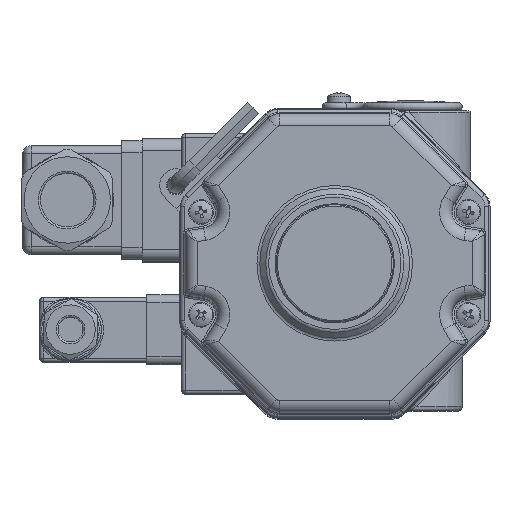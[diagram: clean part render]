
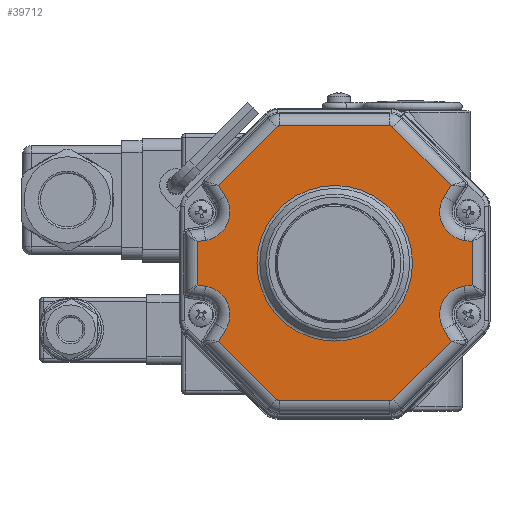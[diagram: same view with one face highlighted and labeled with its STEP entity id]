
A CAD part, top view. The second image highlights one B-rep face of the part: STEP entity #39712.
In plain terms, the highlighted face is planar.
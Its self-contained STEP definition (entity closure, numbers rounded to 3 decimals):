
#1682=PLANE('',#51592);
#3973=CIRCLE('',#51459,1.);
#3978=CIRCLE('',#51467,1.);
#3986=CIRCLE('',#51480,7.);
#3995=CIRCLE('',#51494,1.);
#3999=CIRCLE('',#51501,7.);
#4003=CIRCLE('',#51506,1.);
#4038=CIRCLE('',#51593,7.);
#4039=CIRCLE('',#51594,7.);
#4040=CIRCLE('',#51595,18.914);
#6412=LINE('',#84484,#8918);
#6415=LINE('',#84491,#8921);
#6416=LINE('',#84502,#8922);
#6419=LINE('',#84526,#8925);
#6420=LINE('',#84610,#8926);
#6423=LINE('',#84631,#8929);
#6424=LINE('',#84748,#8930);
#6427=LINE('',#84755,#8933);
#6428=LINE('',#84780,#8934);
#6431=LINE('',#84804,#8937);
#6432=LINE('',#84935,#8938);
#6435=LINE('',#84942,#8941);
#6436=LINE('',#85012,#8942);
#6439=LINE('',#85019,#8945);
#6440=LINE('',#85050,#8946);
#6443=LINE('',#85070,#8949);
#8918=VECTOR('',#62050,1000.);
#8921=VECTOR('',#62057,1000.);
#8922=VECTOR('',#62070,1000.);
#8925=VECTOR('',#62077,1000.);
#8926=VECTOR('',#62090,1000.);
#8929=VECTOR('',#62095,1000.);
#8930=VECTOR('',#62104,1000.);
#8933=VECTOR('',#62111,1000.);
#8934=VECTOR('',#62122,1000.);
#8937=VECTOR('',#62129,1000.);
#8938=VECTOR('',#62136,1000.);
#8941=VECTOR('',#62143,1000.);
#8942=VECTOR('',#62158,1000.);
#8945=VECTOR('',#62165,1000.);
#8946=VECTOR('',#62184,1000.);
#8949=VECTOR('',#62189,1000.);
#18774=ORIENTED_EDGE('',*,*,#25444,.T.);
#18775=ORIENTED_EDGE('',*,*,#25623,.T.);
#18776=ORIENTED_EDGE('',*,*,#25434,.T.);
#18777=ORIENTED_EDGE('',*,*,#25430,.T.);
#18778=ORIENTED_EDGE('',*,*,#25436,.T.);
#18779=ORIENTED_EDGE('',*,*,#25439,.T.);
#18780=ORIENTED_EDGE('',*,*,#25446,.T.);
#18781=ORIENTED_EDGE('',*,*,#25451,.T.);
#18782=ORIENTED_EDGE('',*,*,#25461,.T.);
#18783=ORIENTED_EDGE('',*,*,#25467,.T.);
#18784=ORIENTED_EDGE('',*,*,#25470,.T.);
#18785=ORIENTED_EDGE('',*,*,#25481,.T.);
#18786=ORIENTED_EDGE('',*,*,#25492,.T.);
#18787=ORIENTED_EDGE('',*,*,#25498,.T.);
#18788=ORIENTED_EDGE('',*,*,#25504,.T.);
#18789=ORIENTED_EDGE('',*,*,#25508,.T.);
#18790=ORIENTED_EDGE('',*,*,#25502,.T.);
#18791=ORIENTED_EDGE('',*,*,#25496,.T.);
#18792=ORIENTED_EDGE('',*,*,#25490,.T.);
#18793=ORIENTED_EDGE('',*,*,#25485,.T.);
#18794=ORIENTED_EDGE('',*,*,#25475,.T.);
#18795=ORIENTED_EDGE('',*,*,#25624,.T.);
#18796=ORIENTED_EDGE('',*,*,#25465,.T.);
#18797=ORIENTED_EDGE('',*,*,#25455,.T.);
#18798=ORIENTED_EDGE('',*,*,#25625,.T.);
#25430=EDGE_CURVE('',#29478,#29480,#6412,.T.);
#25434=EDGE_CURVE('',#29481,#29478,#6415,.T.);
#25436=EDGE_CURVE('',#29480,#29484,#3973,.T.);
#25439=EDGE_CURVE('',#29484,#29486,#6416,.T.);
#25444=EDGE_CURVE('',#29487,#29490,#6419,.T.);
#25446=EDGE_CURVE('',#29486,#29492,#3978,.T.);
#25451=EDGE_CURVE('',#29492,#29495,#6420,.T.);
#25455=EDGE_CURVE('',#29496,#29487,#6423,.T.);
#25461=EDGE_CURVE('',#29495,#29501,#6424,.T.);
#25465=EDGE_CURVE('',#29502,#29496,#6427,.T.);
#25467=EDGE_CURVE('',#29501,#29505,#3986,.T.);
#25470=EDGE_CURVE('',#29505,#29507,#6428,.T.);
#25475=EDGE_CURVE('',#29508,#29511,#6431,.T.);
#25481=EDGE_CURVE('',#29507,#29515,#6432,.T.);
#25485=EDGE_CURVE('',#29516,#29508,#6435,.T.);
#25490=EDGE_CURVE('',#29519,#29516,#3995,.T.);
#25492=EDGE_CURVE('',#29515,#29522,#6436,.T.);
#25496=EDGE_CURVE('',#29523,#29519,#6439,.T.);
#25498=EDGE_CURVE('',#29522,#29526,#3999,.T.);
#25502=EDGE_CURVE('',#29527,#29523,#4003,.T.);
#25504=EDGE_CURVE('',#29526,#29530,#6440,.T.);
#25508=EDGE_CURVE('',#29530,#29527,#6443,.T.);
#25623=EDGE_CURVE('',#29490,#29481,#4038,.T.);
#25624=EDGE_CURVE('',#29511,#29502,#4039,.T.);
#25625=EDGE_CURVE('',#29594,#29594,#4040,.T.);
#29478=VERTEX_POINT('',#84464);
#29480=VERTEX_POINT('',#84483);
#29481=VERTEX_POINT('',#84488);
#29484=VERTEX_POINT('',#84495);
#29486=VERTEX_POINT('',#84501);
#29487=VERTEX_POINT('',#84520);
#29490=VERTEX_POINT('',#84525);
#29492=VERTEX_POINT('',#84530);
#29495=VERTEX_POINT('',#84609);
#29496=VERTEX_POINT('',#84628);
#29501=VERTEX_POINT('',#84747);
#29502=VERTEX_POINT('',#84752);
#29505=VERTEX_POINT('',#84759);
#29507=VERTEX_POINT('',#84779);
#29508=VERTEX_POINT('',#84798);
#29511=VERTEX_POINT('',#84803);
#29515=VERTEX_POINT('',#84934);
#29516=VERTEX_POINT('',#84939);
#29519=VERTEX_POINT('',#85004);
#29522=VERTEX_POINT('',#85011);
#29523=VERTEX_POINT('',#85016);
#29526=VERTEX_POINT('',#85023);
#29527=VERTEX_POINT('',#85028);
#29530=VERTEX_POINT('',#85049);
#29594=VERTEX_POINT('',#85336);
#33150=EDGE_LOOP('',(#18774,#18775,#18776,#18777,#18778,#18779,#18780,#18781,
#18782,#18783,#18784,#18785,#18786,#18787,#18788,#18789,#18790,#18791,#18792,
#18793,#18794,#18795,#18796,#18797));
#33151=EDGE_LOOP('',(#18798));
#36146=FACE_BOUND('',#33150,.T.);
#36147=FACE_BOUND('',#33151,.T.);
#39712=ADVANCED_FACE('',(#36146,#36147),#1682,.T.);
#51459=AXIS2_PLACEMENT_3D('',#84496,#62062,#62063);
#51467=AXIS2_PLACEMENT_3D('',#84531,#62082,#62083);
#51480=AXIS2_PLACEMENT_3D('',#84760,#62116,#62117);
#51494=AXIS2_PLACEMENT_3D('',#85007,#62152,#62153);
#51501=AXIS2_PLACEMENT_3D('',#85024,#62170,#62171);
#51506=AXIS2_PLACEMENT_3D('',#85031,#62180,#62181);
#51592=AXIS2_PLACEMENT_3D('',#85332,#62436,#62437);
#51593=AXIS2_PLACEMENT_3D('',#85333,#62438,#62439);
#51594=AXIS2_PLACEMENT_3D('',#85334,#62440,#62441);
#51595=AXIS2_PLACEMENT_3D('',#85335,#62442,#62443);
#62050=DIRECTION('',(-0.707,0.,0.707));
#62057=DIRECTION('',(-0.844,0.,-0.536));
#62062=DIRECTION('',(0.,1.,0.));
#62063=DIRECTION('',(0.,0.,1.));
#62070=DIRECTION('',(0.,0.,1.));
#62077=DIRECTION('',(-0.156,0.,0.988));
#62082=DIRECTION('',(0.,1.,0.));
#62083=DIRECTION('',(0.,0.,1.));
#62090=DIRECTION('',(0.707,0.,0.707));
#62095=DIRECTION('',(-1.,0.,0.));
#62104=DIRECTION('',(0.844,0.,-0.536));
#62111=DIRECTION('',(-0.156,0.,-0.988));
#62116=DIRECTION('',(0.,-1.,0.));
#62117=DIRECTION('',(0.,0.,1.));
#62122=DIRECTION('',(0.156,0.,0.988));
#62129=DIRECTION('',(-0.844,0.,0.536));
#62136=DIRECTION('',(1.,0.,0.));
#62143=DIRECTION('',(-0.707,0.,-0.707));
#62152=DIRECTION('',(0.,1.,0.));
#62153=DIRECTION('',(0.,0.,1.));
#62158=DIRECTION('',(0.156,0.,-0.988));
#62165=DIRECTION('',(0.,0.,-1.));
#62170=DIRECTION('',(0.,-1.,0.));
#62171=DIRECTION('',(0.,0.,1.));
#62180=DIRECTION('',(0.,1.,0.));
#62181=DIRECTION('',(0.,0.,1.));
#62184=DIRECTION('',(0.844,0.,0.536));
#62189=DIRECTION('',(0.707,0.,-0.707));
#62436=DIRECTION('',(0.,1.,0.));
#62437=DIRECTION('',(0.,0.,1.));
#62438=DIRECTION('',(0.,-1.,0.));
#62439=DIRECTION('',(0.,0.,1.));
#62440=DIRECTION('',(0.,-1.,0.));
#62441=DIRECTION('',(0.,0.,1.));
#62442=DIRECTION('',(0.,-1.,0.));
#62443=DIRECTION('',(0.,0.,1.));
#84464=CARTESIAN_POINT('',(-18.939,26.,-28.296));
#84483=CARTESIAN_POINT('',(-33.107,26.,-14.128));
#84484=CARTESIAN_POINT('',(-33.107,26.,-14.128));
#84488=CARTESIAN_POINT('',(-16.251,26.,-26.59));
#84491=CARTESIAN_POINT('',(-20.292,26.,-29.154));
#84495=CARTESIAN_POINT('',(-33.4,26.,-13.421));
#84496=CARTESIAN_POINT('',(-32.4,26.,-13.421));
#84501=CARTESIAN_POINT('',(-33.4,26.,13.421));
#84502=CARTESIAN_POINT('',(-33.4,26.,13.421));
#84520=CARTESIAN_POINT('',(-5.27,26.,-33.4));
#84525=CARTESIAN_POINT('',(-5.586,26.,-31.405));
#84526=CARTESIAN_POINT('',(-10.302,26.,-1.632));
#84530=CARTESIAN_POINT('',(-33.107,26.,14.128));
#84531=CARTESIAN_POINT('',(-32.4,26.,13.421));
#84609=CARTESIAN_POINT('',(-18.939,26.,28.296));
#84610=CARTESIAN_POINT('',(-17.806,26.,29.429));
#84628=CARTESIAN_POINT('',(5.27,26.,-33.4));
#84631=CARTESIAN_POINT('',(-6.978,26.,-33.4));
#84747=CARTESIAN_POINT('',(-16.251,26.,26.59));
#84748=CARTESIAN_POINT('',(7.364,26.,11.603));
#84752=CARTESIAN_POINT('',(5.586,26.,-31.405));
#84755=CARTESIAN_POINT('',(5.003,26.,-35.087));
#84759=CARTESIAN_POINT('',(-5.586,26.,31.405));
#84760=CARTESIAN_POINT('',(-12.5,26.,32.5));
#84779=CARTESIAN_POINT('',(-5.27,26.,33.4));
#84780=CARTESIAN_POINT('',(-5.003,26.,35.087));
#84798=CARTESIAN_POINT('',(18.939,26.,-28.296));
#84803=CARTESIAN_POINT('',(16.251,26.,-26.59));
#84804=CARTESIAN_POINT('',(-7.364,26.,-11.603));
#84934=CARTESIAN_POINT('',(5.27,26.,33.4));
#84935=CARTESIAN_POINT('',(6.978,26.,33.4));
#84939=CARTESIAN_POINT('',(33.107,26.,-14.128));
#84942=CARTESIAN_POINT('',(17.806,26.,-29.429));
#85004=CARTESIAN_POINT('',(33.4,26.,-13.421));
#85007=CARTESIAN_POINT('',(32.4,26.,-13.421));
#85011=CARTESIAN_POINT('',(5.586,26.,31.405));
#85012=CARTESIAN_POINT('',(10.302,26.,1.632));
#85016=CARTESIAN_POINT('',(33.4,26.,13.421));
#85019=CARTESIAN_POINT('',(33.4,26.,-13.421));
#85023=CARTESIAN_POINT('',(16.251,26.,26.59));
#85024=CARTESIAN_POINT('',(12.5,26.,32.5));
#85028=CARTESIAN_POINT('',(33.107,26.,14.128));
#85031=CARTESIAN_POINT('',(32.4,26.,13.421));
#85049=CARTESIAN_POINT('',(18.939,26.,28.296));
#85050=CARTESIAN_POINT('',(20.292,26.,29.154));
#85070=CARTESIAN_POINT('',(33.107,26.,14.128));
#85332=CARTESIAN_POINT('',(0.,26.,0.));
#85333=CARTESIAN_POINT('',(-12.5,26.,-32.5));
#85334=CARTESIAN_POINT('',(12.5,26.,-32.5));
#85335=CARTESIAN_POINT('',(0.,26.,0.));
#85336=CARTESIAN_POINT('',(0.,26.,18.914));
